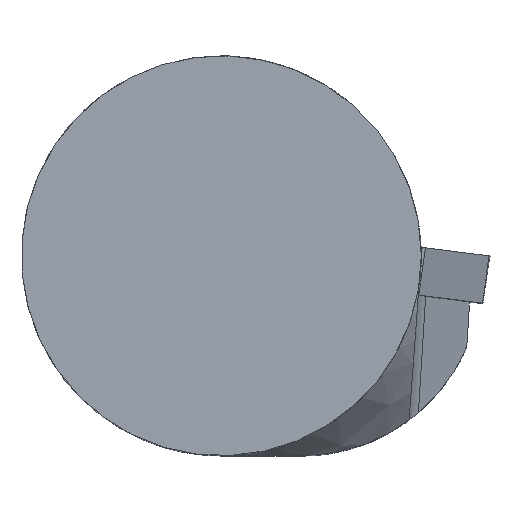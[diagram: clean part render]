
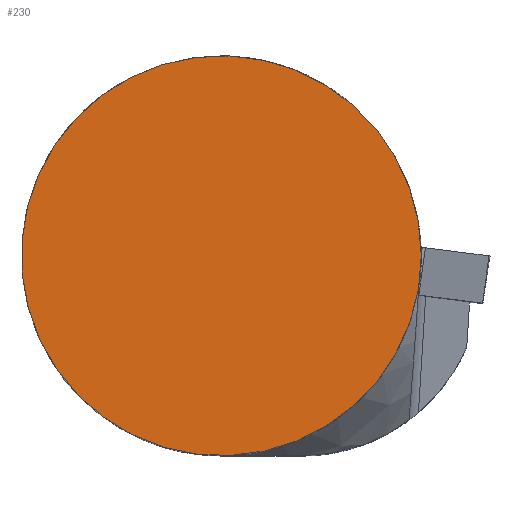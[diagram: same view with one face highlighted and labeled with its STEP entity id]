
A CAD part, top view. The second image highlights one B-rep face of the part: STEP entity #230.
In plain terms, the highlighted planar face has unit normal (0, 0, 1).
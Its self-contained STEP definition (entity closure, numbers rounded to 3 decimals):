
#151=FACE_OUTER_BOUND('',#340,.T.);
#181=PLANE('',#1222);
#230=ADVANCED_FACE('',(#151),#181,.T.);
#340=EDGE_LOOP('',(#757));
#377=CIRCLE('',#1144,20.);
#757=ORIENTED_EDGE('',*,*,#928,.F.);
#834=VERTEX_POINT('',#1635);
#928=EDGE_CURVE('',#834,#834,#377,.T.);
#1144=AXIS2_PLACEMENT_3D('',#1634,#1289,#1290);
#1222=AXIS2_PLACEMENT_3D('',#1843,#1489,#1490);
#1289=DIRECTION('',(0.,0.,-1.));
#1290=DIRECTION('',(1.,0.,0.));
#1489=DIRECTION('',(0.,0.,1.));
#1490=DIRECTION('',(1.,0.,0.));
#1634=CARTESIAN_POINT('',(0.,0.,0.));
#1635=CARTESIAN_POINT('',(20.,0.,0.));
#1843=CARTESIAN_POINT('',(0.,0.,0.));
